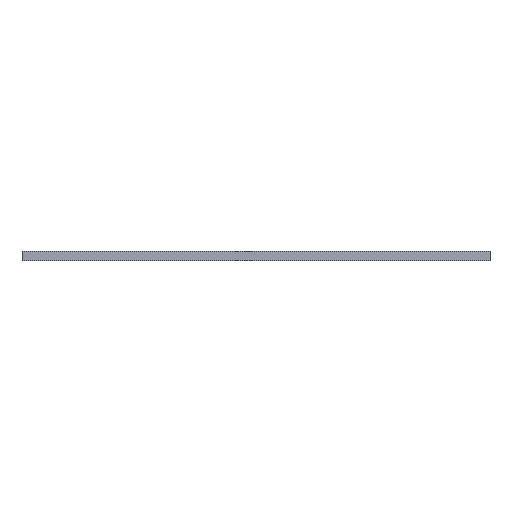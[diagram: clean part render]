
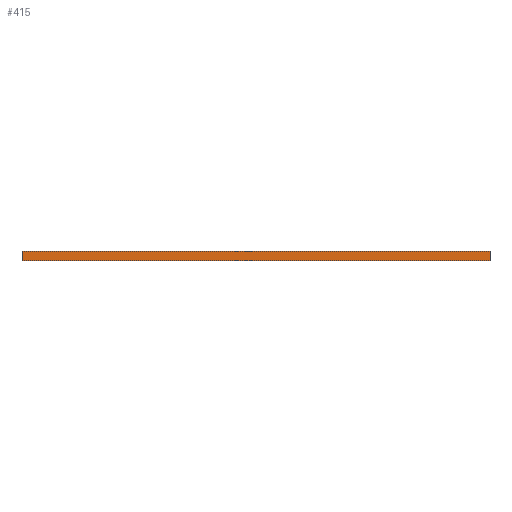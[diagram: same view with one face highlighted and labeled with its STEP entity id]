
A CAD part, front view. The second image highlights one B-rep face of the part: STEP entity #415.
In plain terms, the highlighted planar face has unit normal (0, -1, 0).
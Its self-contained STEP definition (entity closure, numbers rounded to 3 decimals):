
#158 = CARTESIAN_POINT ( 'NONE',  ( 0., 0., 0. ) ) ;
#201 = FACE_OUTER_BOUND ( 'NONE', #1625, .T. ) ;
#240 = VECTOR ( 'NONE', #1170, 1000. ) ;
#255 = CARTESIAN_POINT ( 'NONE',  ( 150., 0., 3. ) ) ;
#415 = ADVANCED_FACE ( 'NONE', ( #201 ), #1605, .F. ) ;
#435 = LINE ( 'NONE', #1643, #672 ) ;
#441 = CARTESIAN_POINT ( 'NONE',  ( 0., 0., 0. ) ) ;
#460 = DIRECTION ( 'NONE',  ( 1., 0., 0. ) ) ;
#476 = LINE ( 'NONE', #158, #1862 ) ;
#522 = LINE ( 'NONE', #1066, #827 ) ;
#545 = DIRECTION ( 'NONE',  ( 0., 1., 0. ) ) ;
#659 = EDGE_CURVE ( 'NONE', #1705, #1446, #476, .T. ) ;
#672 = VECTOR ( 'NONE', #753, 1000. ) ;
#687 = CARTESIAN_POINT ( 'NONE',  ( 150., 0., 0. ) ) ;
#747 = EDGE_CURVE ( 'NONE', #1854, #1705, #522, .T. ) ;
#753 = DIRECTION ( 'NONE',  ( 1., 0., 0. ) ) ;
#785 = DIRECTION ( 'NONE',  ( 0., 0., -1. ) ) ;
#827 = VECTOR ( 'NONE', #785, 1000. ) ;
#899 = LINE ( 'NONE', #255, #240 ) ;
#1036 = ORIENTED_EDGE ( 'NONE', *, *, #1109, .F. ) ;
#1066 = CARTESIAN_POINT ( 'NONE',  ( 0., 0., 3. ) ) ;
#1076 = CARTESIAN_POINT ( 'NONE',  ( 0., 0., 3. ) ) ;
#1109 = EDGE_CURVE ( 'NONE', #1615, #1446, #899, .T. ) ;
#1170 = DIRECTION ( 'NONE',  ( 0., 0., -1. ) ) ;
#1221 = AXIS2_PLACEMENT_3D ( 'NONE', #1449, #545, #1585 ) ;
#1281 = CARTESIAN_POINT ( 'NONE',  ( 150., 0., 3. ) ) ;
#1293 = ORIENTED_EDGE ( 'NONE', *, *, #659, .T. ) ;
#1432 = ORIENTED_EDGE ( 'NONE', *, *, #747, .T. ) ;
#1446 = VERTEX_POINT ( 'NONE', #687 ) ;
#1449 = CARTESIAN_POINT ( 'NONE',  ( 0., 0., 3. ) ) ;
#1585 = DIRECTION ( 'NONE',  ( 0., 0., 1. ) ) ;
#1605 = PLANE ( 'NONE',  #1221 ) ;
#1615 = VERTEX_POINT ( 'NONE', #1281 ) ;
#1625 = EDGE_LOOP ( 'NONE', ( #1293, #1036, #1912, #1432 ) ) ;
#1643 = CARTESIAN_POINT ( 'NONE',  ( 0., 0., 3. ) ) ;
#1705 = VERTEX_POINT ( 'NONE', #441 ) ;
#1801 = EDGE_CURVE ( 'NONE', #1854, #1615, #435, .T. ) ;
#1854 = VERTEX_POINT ( 'NONE', #1076 ) ;
#1862 = VECTOR ( 'NONE', #460, 1000. ) ;
#1912 = ORIENTED_EDGE ( 'NONE', *, *, #1801, .F. ) ;
